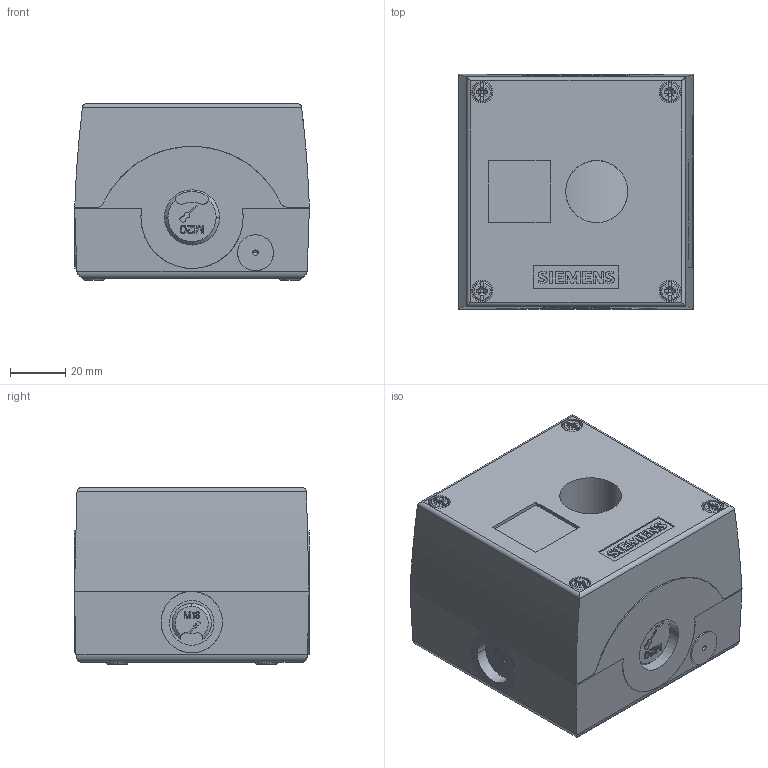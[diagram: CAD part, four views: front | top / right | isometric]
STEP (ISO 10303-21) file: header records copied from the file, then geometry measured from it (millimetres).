
FILE_DESCRIPTION(('STEP AP214'),'1');
FILE_NAME('cctmp_25DB5F33-44B3-4B52-B364-C29374DAF61D_2023_07_21_14_38_51_0469..stp','2023-07-21T12:38:53',('SIEMENS A&D'),('CADClick - www.CADClick.com'),'Spatial InterOp 3D postprocessed',' ','unknown authorization');
FILE_SCHEMA(('AUTOMOTIVE_DESIGN'));
Length unit declared in the file: millimetre
Products named in the file (1): 2023_07_21_14_38_51_0421
Bounding box: 85.06 x 85.2 x 64 mm (x, y, z)
Volume: 400248.5 mm3; surface area: 51622.3 mm2
Topology: 1 solids, 3 shells, 1292 faces, 3565 edges, 2364 vertices
Faces by surface type: plane 898, cylinder 264, extrusion 90, cone 22, torus 16, sphere 2
Entity records: 53005 total; most frequent: CARTESIAN_POINT 12075, ORIENTED_EDGE 7126, DIRECTION 6191, EDGE_CURVE 3563, VECTOR 2707, LINE 2617, STYLED_ITEM 2367, PRESENTATION_STYLE_ASSIGNMENT 2367
